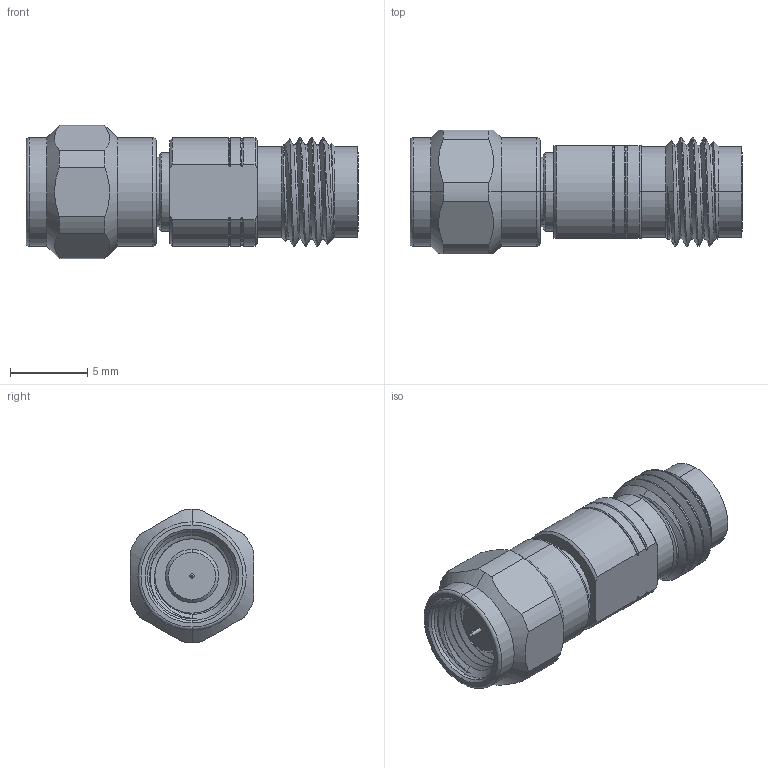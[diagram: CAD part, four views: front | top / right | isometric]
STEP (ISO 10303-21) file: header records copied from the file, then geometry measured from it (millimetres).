
FILE_DESCRIPTION (( 'STEP AP214' ), '1' );
FILE_NAME ('FMAD10015_3D.step', '2024-06-18T16:17:02', ( '' ), ( '' ), 'SwSTEP 2.0', 'SolidWorks 2022', '' );
FILE_SCHEMA (( 'AUTOMOTIVE_DESIGN' ));
Length unit declared in the file: millimetre
Products named in the file (1): FMAD10015_3D
Bounding box: 21.45 x 8 x 8.6 mm (x, y, z)
Volume: 661.3 mm3; surface area: 852.9 mm2
Topology: 1 solids, 1 shells, 184 faces, 467 edges, 295 vertices
Faces by surface type: cylinder 86, cone 40, plane 38, torus 16, bspline 4
Entity records: 9072 total; most frequent: CARTESIAN_POINT 4781, ORIENTED_EDGE 934, DIRECTION 834, EDGE_CURVE 467, AXIS2_PLACEMENT_3D 334, VERTEX_POINT 295, EDGE_LOOP 194, ADVANCED_FACE 184
